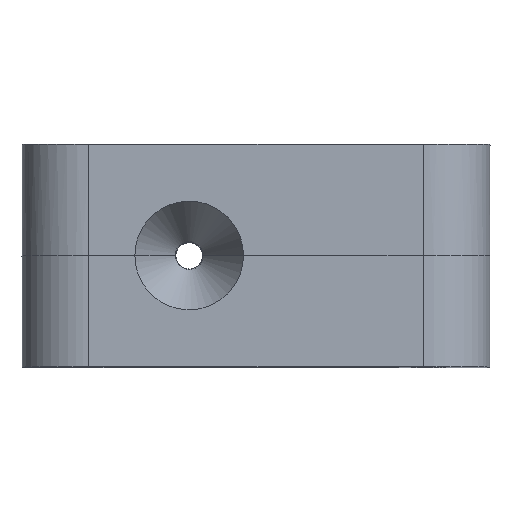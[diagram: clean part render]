
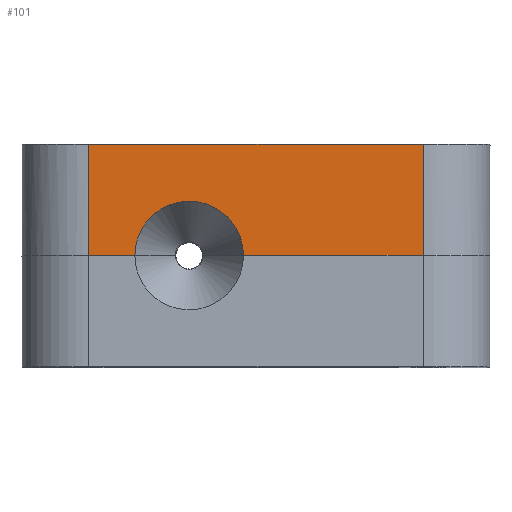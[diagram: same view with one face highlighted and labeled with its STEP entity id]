
A CAD part, top view. The second image highlights one B-rep face of the part: STEP entity #101.
In plain terms, the highlighted planar face has unit normal (0, 0, 1).
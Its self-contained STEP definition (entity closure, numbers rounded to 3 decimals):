
#101=ADVANCED_FACE('',(#260),#2611,.T.);
#260=FACE_OUTER_BOUND('',#429,.T.);
#429=EDGE_LOOP('',(#928,#929,#930,#931,#932,#933));
#928=ORIENTED_EDGE('',*,*,#1536,.T.);
#929=ORIENTED_EDGE('',*,*,#1548,.F.);
#930=ORIENTED_EDGE('',*,*,#1502,.T.);
#931=ORIENTED_EDGE('',*,*,#1547,.F.);
#932=ORIENTED_EDGE('',*,*,#1499,.T.);
#933=ORIENTED_EDGE('',*,*,#1546,.F.);
#1499=EDGE_CURVE('',#2294,#2336,#1804,.T.);
#1502=EDGE_CURVE('',#2335,#2295,#1806,.T.);
#1536=EDGE_CURVE('',#2362,#2363,#1823,.T.);
#1546=EDGE_CURVE('',#2362,#2336,#2040,.T.);
#1547=EDGE_CURVE('',#2294,#2295,#2041,.T.);
#1548=EDGE_CURVE('',#2335,#2363,#2042,.T.);
#1804=B_SPLINE_CURVE_WITH_KNOTS('',1,(#5365,#5366),.UNSPECIFIED.,.F.,.F.,
(2,2),(-1.514,14.614),.UNSPECIFIED.);
#1806=B_SPLINE_CURVE_WITH_KNOTS('',1,(#5371,#5372),.UNSPECIFIED.,.F.,.F.,
(2,2),(-15.386,-11.257),.UNSPECIFIED.);
#1823=B_SPLINE_CURVE_WITH_KNOTS('',1,(#5481,#5482),.UNSPECIFIED.,.F.,.F.,
(2,2),(-14.614,15.386),.UNSPECIFIED.);
#2040=(
BOUNDED_CURVE()
B_SPLINE_CURVE(1,(#5509,#5510),.UNSPECIFIED.,.F.,.F.)
B_SPLINE_CURVE_WITH_KNOTS((2,2),(0.,9.485),.UNSPECIFIED.)
CURVE()
GEOMETRIC_REPRESENTATION_ITEM()
RATIONAL_B_SPLINE_CURVE((1.,1.))
REPRESENTATION_ITEM('')
);
#2041=(
BOUNDED_CURVE()
B_SPLINE_CURVE(2,(#5511,#5512,#5513,#5514,#5515),.UNSPECIFIED.,.F.,.F.)
B_SPLINE_CURVE_WITH_KNOTS((3,2,3),(-30.605,-22.954,-15.303),
 .UNSPECIFIED.)
CURVE()
GEOMETRIC_REPRESENTATION_ITEM()
RATIONAL_B_SPLINE_CURVE((1.,0.707,1.,0.707,1.))
REPRESENTATION_ITEM('')
);
#2042=(
BOUNDED_CURVE()
B_SPLINE_CURVE(1,(#5516,#5517),.UNSPECIFIED.,.F.,.F.)
B_SPLINE_CURVE_WITH_KNOTS((2,2),(-9.485,0.),.UNSPECIFIED.)
CURVE()
GEOMETRIC_REPRESENTATION_ITEM()
RATIONAL_B_SPLINE_CURVE((1.,1.))
REPRESENTATION_ITEM('')
);
#2294=VERTEX_POINT('',#4622);
#2295=VERTEX_POINT('',#4623);
#2335=VERTEX_POINT('',#4663);
#2336=VERTEX_POINT('',#4664);
#2362=VERTEX_POINT('',#4690);
#2363=VERTEX_POINT('',#4691);
#2611=PLANE('',#2666);
#2666=AXIS2_PLACEMENT_3D('',#3594,#2704,$);
#2704=DIRECTION('',(0.,0.,1.));
#3594=CARTESIAN_POINT('',(-532.229,126.772,17.531));
#4622=CARTESIAN_POINT('',(-551.368,127.784,17.531));
#4623=CARTESIAN_POINT('',(-561.112,127.784,17.531));
#4663=CARTESIAN_POINT('',(-565.241,127.784,17.531));
#4664=CARTESIAN_POINT('',(-535.241,127.784,17.531));
#4690=CARTESIAN_POINT('',(-535.241,137.783,17.531));
#4691=CARTESIAN_POINT('',(-565.241,137.783,17.531));
#5365=CARTESIAN_POINT('',(-551.368,127.784,17.531));
#5366=CARTESIAN_POINT('',(-535.241,127.784,17.531));
#5371=CARTESIAN_POINT('',(-565.241,127.784,17.531));
#5372=CARTESIAN_POINT('',(-561.112,127.784,17.531));
#5481=CARTESIAN_POINT('',(-535.241,137.783,17.531));
#5482=CARTESIAN_POINT('',(-565.241,137.783,17.531));
#5509=CARTESIAN_POINT('',(-535.241,137.783,17.531));
#5510=CARTESIAN_POINT('',(-535.241,127.784,17.531));
#5511=CARTESIAN_POINT('',(-551.368,127.784,17.531));
#5512=CARTESIAN_POINT('',(-551.368,132.655,17.531));
#5513=CARTESIAN_POINT('',(-556.24,132.655,17.531));
#5514=CARTESIAN_POINT('',(-561.112,132.655,17.531));
#5515=CARTESIAN_POINT('',(-561.112,127.784,17.531));
#5516=CARTESIAN_POINT('',(-565.241,127.784,17.531));
#5517=CARTESIAN_POINT('',(-565.241,137.783,17.531));
